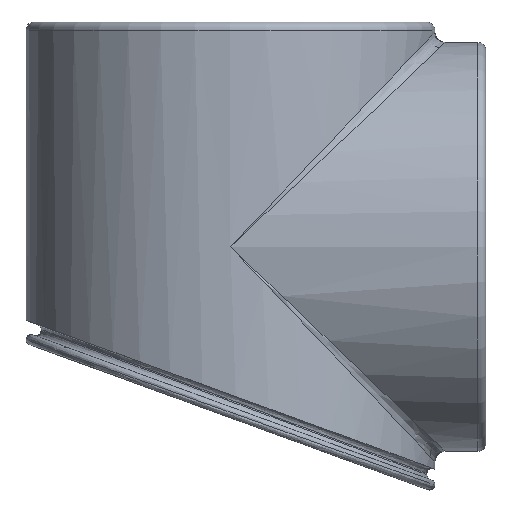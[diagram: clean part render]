
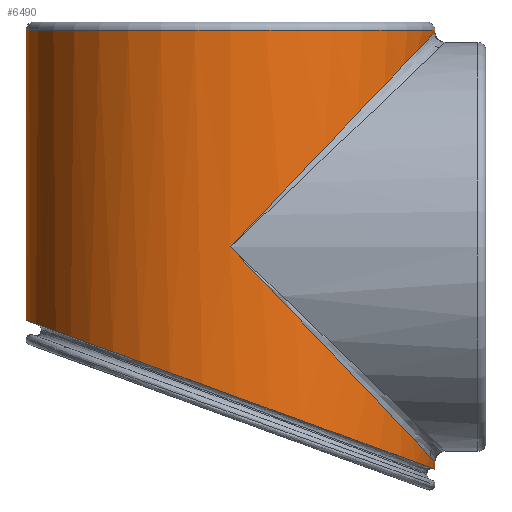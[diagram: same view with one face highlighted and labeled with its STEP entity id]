
A CAD part, front view. The second image highlights one B-rep face of the part: STEP entity #6490.
In plain terms, the highlighted cylindrical face has radius 10 mm (diameter 20 mm), a partial arc.
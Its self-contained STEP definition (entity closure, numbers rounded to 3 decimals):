
#8 = LINE ( 'NONE', #7952, #1397 ) ;
#237 = AXIS2_PLACEMENT_3D ( 'NONE', #8352, #6401, #7656 ) ;
#331 = EDGE_CURVE ( 'NONE', #7679, #2381, #6169, .T. ) ;
#559 = EDGE_CURVE ( 'NONE', #6825, #7380, #679, .T. ) ;
#679 = CIRCLE ( 'NONE', #3600, 10. ) ;
#836 = CARTESIAN_POINT ( 'NONE',  ( 10., 0., -10.368 ) ) ;
#982 = CARTESIAN_POINT ( 'NONE',  ( -10., 0., -3.089 ) ) ;
#1046 = DIRECTION ( 'NONE',  ( 0., 0., -1. ) ) ;
#1358 = DIRECTION ( 'NONE',  ( 0., 0., -1. ) ) ;
#1397 = VECTOR ( 'NONE', #1358, 1000. ) ;
#1455 = CARTESIAN_POINT ( 'NONE',  ( 5.858, -10., 6.651 ) ) ;
#1732 = CARTESIAN_POINT ( 'NONE',  ( 10., 0., -10. ) ) ;
#1753 =( BOUNDED_CURVE ( )  B_SPLINE_CURVE ( 3, ( #1732, #7116, #8446, #4346 ),
 .UNSPECIFIED., .F., .T. ) 
 B_SPLINE_CURVE_WITH_KNOTS ( ( 4, 4 ),
 ( 3.142, 4.712 ),
 .UNSPECIFIED. ) 
 CURVE ( )  GEOMETRIC_REPRESENTATION_ITEM ( )  RATIONAL_B_SPLINE_CURVE ( ( 1., 0.805, 0.805, 1. ) ) 
 REPRESENTATION_ITEM ( '' )  );
#1756 = LINE ( 'NONE', #2890, #1760 ) ;
#1760 = VECTOR ( 'NONE', #2933, 1000. ) ;
#1850 = VERTEX_POINT ( 'NONE', #7180 ) ;
#2357 = LINE ( 'NONE', #7676, #6304 ) ;
#2381 = VERTEX_POINT ( 'NONE', #2997 ) ;
#2557 = DIRECTION ( 'NONE',  ( 0., 0., -1. ) ) ;
#2722 = CARTESIAN_POINT ( 'NONE',  ( 0., -10., 0.5 ) ) ;
#2890 = CARTESIAN_POINT ( 'NONE',  ( -10., 0., 11.5 ) ) ;
#2933 = DIRECTION ( 'NONE',  ( 0., 0., -1. ) ) ;
#2990 = EDGE_CURVE ( 'NONE', #6825, #2381, #2357, .T. ) ;
#2997 = CARTESIAN_POINT ( 'NONE',  ( 10., 0., 11. ) ) ;
#3017 = CARTESIAN_POINT ( 'NONE',  ( 10., -20., -10.368 ) ) ;
#3171 = EDGE_LOOP ( 'NONE', ( #6501, #4964, #8291, #8491, #4580, #4490, #6723 ) ) ;
#3197 = CARTESIAN_POINT ( 'NONE',  ( 0., 0., 11.1 ) ) ;
#3332 = CARTESIAN_POINT ( 'NONE',  ( 10., -5.858, 11. ) ) ;
#3465 = EDGE_CURVE ( 'NONE', #1850, #7679, #1753, .T. ) ;
#3481 =( BOUNDED_CURVE ( )  B_SPLINE_CURVE ( 3, ( #6969, #3017, #5734, #982 ),
 .UNSPECIFIED., .F., .T. ) 
 B_SPLINE_CURVE_WITH_KNOTS ( ( 4, 4 ),
 ( 0., 3.142 ),
 .UNSPECIFIED. ) 
 CURVE ( )  GEOMETRIC_REPRESENTATION_ITEM ( )  RATIONAL_B_SPLINE_CURVE ( ( 1., 0.333, 0.333, 1. ) ) 
 REPRESENTATION_ITEM ( '' )  );
#3600 = AXIS2_PLACEMENT_3D ( 'NONE', #3197, #2557, #7226 ) ;
#4052 = EDGE_CURVE ( 'NONE', #4492, #7040, #3481, .T. ) ;
#4068 = EDGE_CURVE ( 'NONE', #7380, #7040, #1756, .T. ) ;
#4346 = CARTESIAN_POINT ( 'NONE',  ( 0., -10., 0.5 ) ) ;
#4490 = ORIENTED_EDGE ( 'NONE', *, *, #3465, .T. ) ;
#4492 = VERTEX_POINT ( 'NONE', #836 ) ;
#4580 = ORIENTED_EDGE ( 'NONE', *, *, #5968, .F. ) ;
#4964 = ORIENTED_EDGE ( 'NONE', *, *, #559, .T. ) ;
#5566 = FACE_OUTER_BOUND ( 'NONE', #3171, .T. ) ;
#5734 = CARTESIAN_POINT ( 'NONE',  ( -10., -20., -3.089 ) ) ;
#5968 = EDGE_CURVE ( 'NONE', #1850, #4492, #8, .T. ) ;
#6013 = CARTESIAN_POINT ( 'NONE',  ( 0., -10., 0.5 ) ) ;
#6169 =( BOUNDED_CURVE ( )  B_SPLINE_CURVE ( 3, ( #2722, #1455, #3332, #6672 ),
 .UNSPECIFIED., .F., .T. ) 
 B_SPLINE_CURVE_WITH_KNOTS ( ( 4, 4 ),
 ( 1.571, 3.142 ),
 .UNSPECIFIED. ) 
 CURVE ( )  GEOMETRIC_REPRESENTATION_ITEM ( )  RATIONAL_B_SPLINE_CURVE ( ( 1., 0.805, 0.805, 1. ) ) 
 REPRESENTATION_ITEM ( '' )  );
#6304 = VECTOR ( 'NONE', #1046, 1000. ) ;
#6357 = CYLINDRICAL_SURFACE ( 'NONE', #237, 10. ) ;
#6401 = DIRECTION ( 'NONE',  ( 0., 0., -1. ) ) ;
#6490 = ADVANCED_FACE ( 'NONE', ( #5566 ), #6357, .T. ) ;
#6501 = ORIENTED_EDGE ( 'NONE', *, *, #2990, .F. ) ;
#6672 = CARTESIAN_POINT ( 'NONE',  ( 10., 0., 11. ) ) ;
#6723 = ORIENTED_EDGE ( 'NONE', *, *, #331, .T. ) ;
#6825 = VERTEX_POINT ( 'NONE', #7281 ) ;
#6969 = CARTESIAN_POINT ( 'NONE',  ( 10., 0., -10.368 ) ) ;
#7040 = VERTEX_POINT ( 'NONE', #7453 ) ;
#7116 = CARTESIAN_POINT ( 'NONE',  ( 10., -5.858, -10. ) ) ;
#7180 = CARTESIAN_POINT ( 'NONE',  ( 10., 0., -10. ) ) ;
#7226 = DIRECTION ( 'NONE',  ( 1., 0., 0. ) ) ;
#7281 = CARTESIAN_POINT ( 'NONE',  ( 10., 0., 11.1 ) ) ;
#7380 = VERTEX_POINT ( 'NONE', #7644 ) ;
#7453 = CARTESIAN_POINT ( 'NONE',  ( -10., 0., -3.089 ) ) ;
#7644 = CARTESIAN_POINT ( 'NONE',  ( -10., 0., 11.1 ) ) ;
#7656 = DIRECTION ( 'NONE',  ( -1., 0., 0. ) ) ;
#7676 = CARTESIAN_POINT ( 'NONE',  ( 10., 0., 11.5 ) ) ;
#7679 = VERTEX_POINT ( 'NONE', #6013 ) ;
#7952 = CARTESIAN_POINT ( 'NONE',  ( 10., 0., 11.5 ) ) ;
#8291 = ORIENTED_EDGE ( 'NONE', *, *, #4068, .T. ) ;
#8352 = CARTESIAN_POINT ( 'NONE',  ( 0., 0., 11.5 ) ) ;
#8446 = CARTESIAN_POINT ( 'NONE',  ( 5.858, -10., -5.651 ) ) ;
#8491 = ORIENTED_EDGE ( 'NONE', *, *, #4052, .F. ) ;
